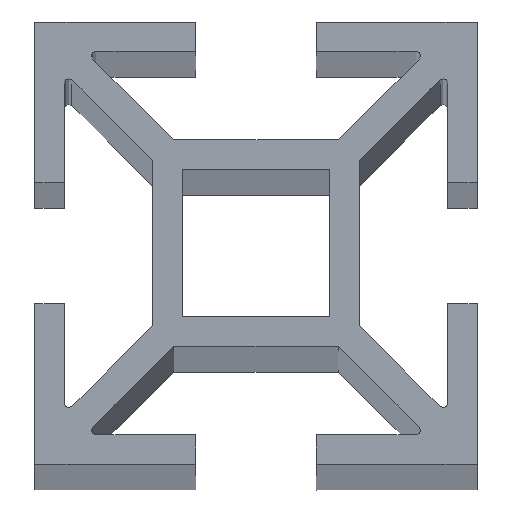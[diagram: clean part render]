
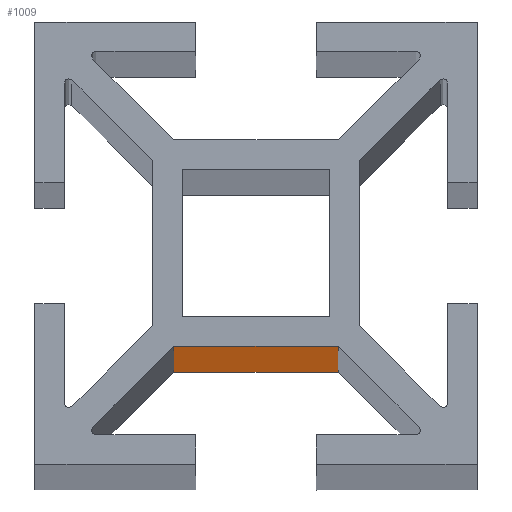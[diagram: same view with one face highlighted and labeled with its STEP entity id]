
A CAD part, top view. The second image highlights one B-rep face of the part: STEP entity #1009.
In plain terms, the highlighted planar face has unit normal (0, -1, 0).
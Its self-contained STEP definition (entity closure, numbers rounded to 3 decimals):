
#81=FACE_OUTER_BOUND('',#131,.T.);
#131=EDGE_LOOP('',(#799,#800,#801,#802));
#249=LINE('',#1604,#377);
#250=LINE('',#1607,#378);
#251=LINE('',#1609,#379);
#252=LINE('',#1610,#380);
#377=VECTOR('',#1315,10.);
#378=VECTOR('',#1318,10.);
#379=VECTOR('',#1319,10.);
#380=VECTOR('',#1320,10.);
#479=VERTEX_POINT('',#1600);
#480=VERTEX_POINT('',#1602);
#481=VERTEX_POINT('',#1606);
#482=VERTEX_POINT('',#1608);
#615=EDGE_CURVE('',#479,#480,#249,.T.);
#616=EDGE_CURVE('',#481,#479,#250,.T.);
#617=EDGE_CURVE('',#482,#480,#251,.T.);
#618=EDGE_CURVE('',#481,#482,#252,.T.);
#799=ORIENTED_EDGE('',*,*,#616,.T.);
#800=ORIENTED_EDGE('',*,*,#615,.T.);
#801=ORIENTED_EDGE('',*,*,#617,.F.);
#802=ORIENTED_EDGE('',*,*,#618,.F.);
#960=PLANE('',#1087);
#1009=ADVANCED_FACE('',(#81),#960,.T.);
#1087=AXIS2_PLACEMENT_3D('',#1605,#1316,#1317);
#1315=DIRECTION('',(0.,0.,1.));
#1316=DIRECTION('center_axis',(0.,-1.,0.));
#1317=DIRECTION('ref_axis',(1.,0.,0.));
#1318=DIRECTION('',(1.,0.,0.));
#1319=DIRECTION('',(1.,0.,0.));
#1320=DIRECTION('',(0.,0.,1.));
#1600=CARTESIAN_POINT('',(5.586,-7.,0.));
#1602=CARTESIAN_POINT('',(5.586,-7.,1000.));
#1604=CARTESIAN_POINT('',(5.586,-7.,0.));
#1605=CARTESIAN_POINT('Origin',(-5.586,-7.,0.));
#1606=CARTESIAN_POINT('',(-5.586,-7.,0.));
#1607=CARTESIAN_POINT('',(-5.586,-7.,0.));
#1608=CARTESIAN_POINT('',(-5.586,-7.,1000.));
#1609=CARTESIAN_POINT('',(-5.586,-7.,1000.));
#1610=CARTESIAN_POINT('',(-5.586,-7.,0.));
